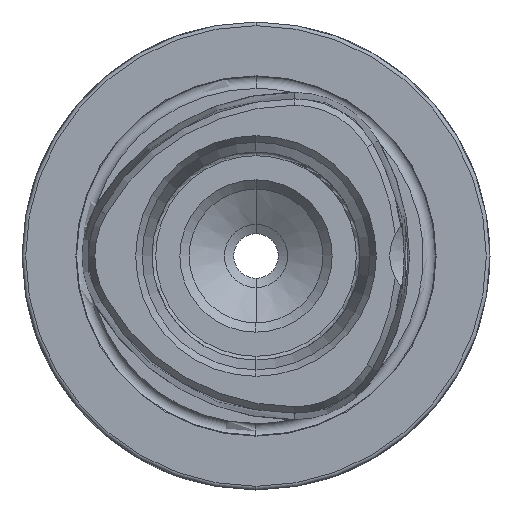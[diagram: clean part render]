
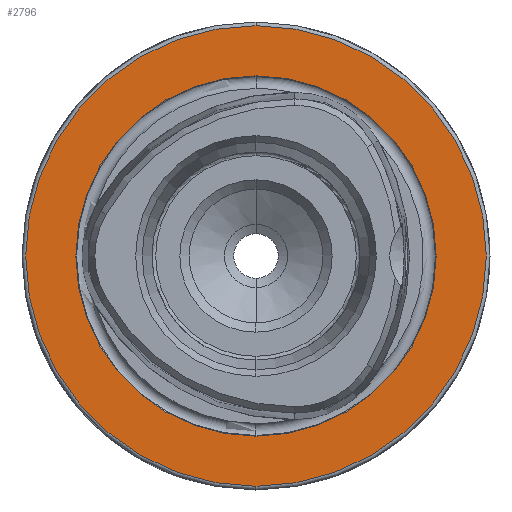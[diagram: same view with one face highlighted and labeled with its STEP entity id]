
A CAD part, left-side view. The second image highlights one B-rep face of the part: STEP entity #2796.
In plain terms, the highlighted planar face has unit normal (-1, 0, 0).
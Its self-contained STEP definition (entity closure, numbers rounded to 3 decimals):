
#8 = VERTEX_POINT ( 'NONE', #14557 ) ;
#390 = AXIS2_PLACEMENT_3D ( 'NONE', #550, #15878, #10267 ) ;
#550 = CARTESIAN_POINT ( 'NONE',  ( 0., 24.25, 0. ) ) ;
#840 = DIRECTION ( 'NONE',  ( -1., 0., 0. ) ) ;
#2796 = ADVANCED_FACE ( 'NONE', ( #12323, #10205 ), #10033, .F. ) ;
#2874 = ORIENTED_EDGE ( 'NONE', *, *, #5192, .F. ) ;
#3671 = DIRECTION ( 'NONE',  ( 0., 0., 1. ) ) ;
#3726 = DIRECTION ( 'NONE',  ( -1., 0., 0. ) ) ;
#4675 = VERTEX_POINT ( 'NONE', #5049 ) ;
#5049 = CARTESIAN_POINT ( 'NONE',  ( 0., 0., 24.25 ) ) ;
#5192 = EDGE_CURVE ( 'NONE', #8, #4675, #17171, .T. ) ;
#5236 = CIRCLE ( 'NONE', #10006, 31. ) ;
#5701 = EDGE_CURVE ( 'NONE', #12848, #15003, #5236, .T. ) ;
#7406 = EDGE_LOOP ( 'NONE', ( #10227, #11952 ) ) ;
#8265 = DIRECTION ( 'NONE',  ( -1., 0., 0. ) ) ;
#8379 = DIRECTION ( 'NONE',  ( 0., 0., 1. ) ) ;
#8500 = CIRCLE ( 'NONE', #14176, 24.25 ) ;
#9685 = CARTESIAN_POINT ( 'NONE',  ( 0., 0., 0. ) ) ;
#10006 = AXIS2_PLACEMENT_3D ( 'NONE', #9685, #16634, #8379 ) ;
#10033 = PLANE ( 'NONE',  #390 ) ;
#10205 = FACE_OUTER_BOUND ( 'NONE', #7406, .T. ) ;
#10227 = ORIENTED_EDGE ( 'NONE', *, *, #10628, .T. ) ;
#10267 = DIRECTION ( 'NONE',  ( 0., 0., -1. ) ) ;
#10628 = EDGE_CURVE ( 'NONE', #15003, #12848, #17902, .T. ) ;
#11024 = AXIS2_PLACEMENT_3D ( 'NONE', #16523, #8265, #17921 ) ;
#11332 = CARTESIAN_POINT ( 'NONE',  ( 0., 0., 31. ) ) ;
#11727 = AXIS2_PLACEMENT_3D ( 'NONE', #17586, #3726, #3671 ) ;
#11952 = ORIENTED_EDGE ( 'NONE', *, *, #5701, .T. ) ;
#12323 = FACE_BOUND ( 'NONE', #12701, .T. ) ;
#12701 = EDGE_LOOP ( 'NONE', ( #17264, #2874 ) ) ;
#12848 = VERTEX_POINT ( 'NONE', #15034 ) ;
#14176 = AXIS2_PLACEMENT_3D ( 'NONE', #14890, #840, #16103 ) ;
#14557 = CARTESIAN_POINT ( 'NONE',  ( 0., 0., -24.25 ) ) ;
#14890 = CARTESIAN_POINT ( 'NONE',  ( 0., 0., 0. ) ) ;
#15003 = VERTEX_POINT ( 'NONE', #11332 ) ;
#15034 = CARTESIAN_POINT ( 'NONE',  ( 0., 0., -31. ) ) ;
#15299 = EDGE_CURVE ( 'NONE', #4675, #8, #8500, .T. ) ;
#15878 = DIRECTION ( 'NONE',  ( 1., 0., 0. ) ) ;
#16103 = DIRECTION ( 'NONE',  ( 0., 0., 1. ) ) ;
#16523 = CARTESIAN_POINT ( 'NONE',  ( 0., 0., 0. ) ) ;
#16634 = DIRECTION ( 'NONE',  ( -1., 0., 0. ) ) ;
#17171 = CIRCLE ( 'NONE', #11024, 24.25 ) ;
#17264 = ORIENTED_EDGE ( 'NONE', *, *, #15299, .F. ) ;
#17586 = CARTESIAN_POINT ( 'NONE',  ( 0., 0., 0. ) ) ;
#17902 = CIRCLE ( 'NONE', #11727, 31. ) ;
#17921 = DIRECTION ( 'NONE',  ( 0., 0., 1. ) ) ;
